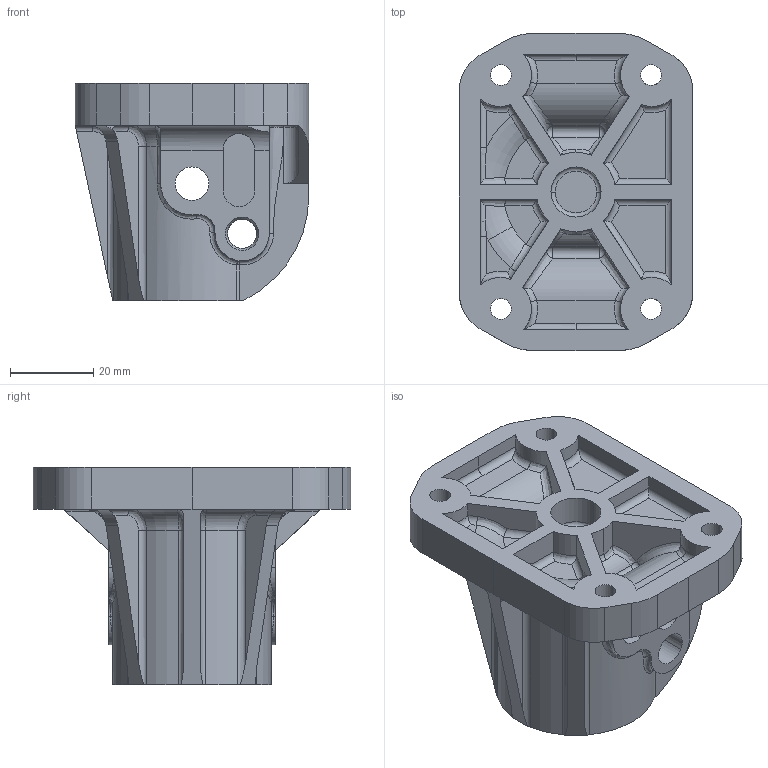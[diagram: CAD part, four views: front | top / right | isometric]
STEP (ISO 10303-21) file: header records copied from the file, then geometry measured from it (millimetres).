
FILE_DESCRIPTION(('CATIA V5 STEP Exchange'),'2;1');
FILE_NAME('stp.stp','2021-05-26T17:32:58+00:00',('none'),('none'),'CATIA Version 5 Release 21 GA (IN-10)','CATIA V5 STEP AP203','none');
FILE_SCHEMA(('CONFIG_CONTROL_DESIGN'));
Length unit declared in the file: millimetre
Products named in the file (1): Ferrure d'articulation
Bounding box: 56 x 76 x 52 mm (x, y, z)
Volume: 56092.8 mm3; surface area: 24734.5 mm2
Topology: 1 solids, 1 shells, 282 faces, 765 edges, 486 vertices
Faces by surface type: cylinder 119, plane 80, bspline 48, torus 25, sphere 6, cone 4
Entity records: 12660 total; most frequent: CARTESIAN_POINT 6420, ORIENTED_EDGE 1518, DIRECTION 865, EDGE_CURVE 759, VERTEX_POINT 486, AXIS2_PLACEMENT_3D 379, VECTOR 317, LINE 317
